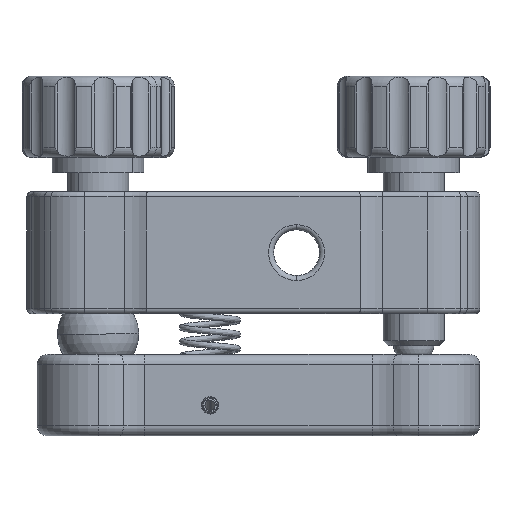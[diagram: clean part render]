
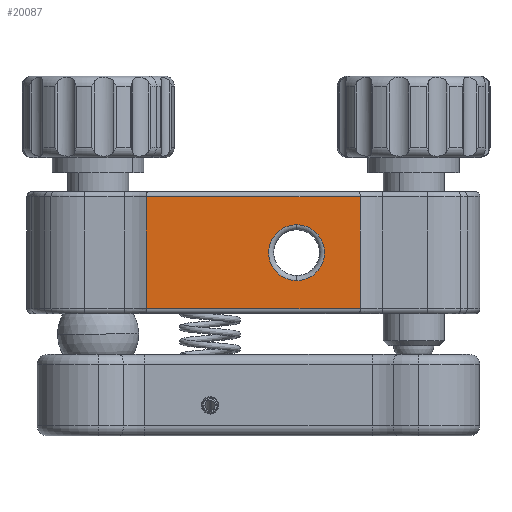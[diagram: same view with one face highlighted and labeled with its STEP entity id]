
A CAD part, front view. The second image highlights one B-rep face of the part: STEP entity #20087.
In plain terms, the highlighted planar face has unit normal (0, -1, 0).
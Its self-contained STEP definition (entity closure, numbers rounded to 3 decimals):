
#1283 = DIRECTION ( 'NONE',  ( 0., 0., -1. ) ) ;
#2341 = DIRECTION ( 'NONE',  ( 0., 1., 0. ) ) ;
#2751 = FACE_BOUND ( 'NONE', #7260, .T. ) ;
#2787 = CIRCLE ( 'NONE', #10863, 2.75 ) ;
#4799 = ORIENTED_EDGE ( 'NONE', *, *, #7199, .T. ) ;
#5084 = VERTEX_POINT ( 'NONE', #9744 ) ;
#5550 = CARTESIAN_POINT ( 'NONE',  ( -35.082, -7., -2.75 ) ) ;
#6926 = EDGE_CURVE ( 'NONE', #15850, #10802, #6977, .T. ) ;
#6977 = LINE ( 'NONE', #14052, #10628 ) ;
#7199 = EDGE_CURVE ( 'NONE', #15850, #13551, #21007, .T. ) ;
#7260 = EDGE_LOOP ( 'NONE', ( #7448, #18335 ) ) ;
#7394 = DIRECTION ( 'NONE',  ( 0., 0., 1. ) ) ;
#7448 = ORIENTED_EDGE ( 'NONE', *, *, #7592, .T. ) ;
#7592 = EDGE_CURVE ( 'NONE', #5084, #10008, #12804, .T. ) ;
#8075 = DIRECTION ( 'NONE',  ( 0., 0., 1. ) ) ;
#9231 = CARTESIAN_POINT ( 'NONE',  ( -28.832, -7., -5.5 ) ) ;
#9686 = CARTESIAN_POINT ( 'NONE',  ( -49.832, -7., 5.5 ) ) ;
#9744 = CARTESIAN_POINT ( 'NONE',  ( -35.082, -7., 2.75 ) ) ;
#9848 = ORIENTED_EDGE ( 'NONE', *, *, #17530, .T. ) ;
#10008 = VERTEX_POINT ( 'NONE', #5550 ) ;
#10388 = CARTESIAN_POINT ( 'NONE',  ( -35.082, -7., 0. ) ) ;
#10628 = VECTOR ( 'NONE', #19243, 1000. ) ;
#10802 = VERTEX_POINT ( 'NONE', #16758 ) ;
#10863 = AXIS2_PLACEMENT_3D ( 'NONE', #19796, #2341, #12565 ) ;
#11269 = CARTESIAN_POINT ( 'NONE',  ( -28.832, -7., 5.5 ) ) ;
#11386 = LINE ( 'NONE', #22166, #15946 ) ;
#11753 = ORIENTED_EDGE ( 'NONE', *, *, #12128, .T. ) ;
#12128 = EDGE_CURVE ( 'NONE', #13551, #13097, #11386, .T. ) ;
#12389 = CARTESIAN_POINT ( 'NONE',  ( -49.832, -7., -5.5 ) ) ;
#12458 = VECTOR ( 'NONE', #20487, 1000. ) ;
#12564 = EDGE_LOOP ( 'NONE', ( #22070, #4799, #11753, #9848 ) ) ;
#12565 = DIRECTION ( 'NONE',  ( 0., 0., 1. ) ) ;
#12804 = CIRCLE ( 'NONE', #14652, 2.75 ) ;
#13097 = VERTEX_POINT ( 'NONE', #12389 ) ;
#13159 = VECTOR ( 'NONE', #19385, 1000. ) ;
#13551 = VERTEX_POINT ( 'NONE', #9686 ) ;
#14052 = CARTESIAN_POINT ( 'NONE',  ( -28.832, -7., 6. ) ) ;
#14652 = AXIS2_PLACEMENT_3D ( 'NONE', #10388, #19434, #7394 ) ;
#15850 = VERTEX_POINT ( 'NONE', #11269 ) ;
#15946 = VECTOR ( 'NONE', #1283, 1000. ) ;
#16219 = EDGE_CURVE ( 'NONE', #10008, #5084, #2787, .T. ) ;
#16758 = CARTESIAN_POINT ( 'NONE',  ( -28.832, -7., -5.5 ) ) ;
#16776 = DIRECTION ( 'NONE',  ( 0., 1., 0. ) ) ;
#17530 = EDGE_CURVE ( 'NONE', #13097, #10802, #19526, .T. ) ;
#18335 = ORIENTED_EDGE ( 'NONE', *, *, #16219, .T. ) ;
#18636 = FACE_OUTER_BOUND ( 'NONE', #12564, .T. ) ;
#18758 = CARTESIAN_POINT ( 'NONE',  ( -23.582, -7., -6. ) ) ;
#19243 = DIRECTION ( 'NONE',  ( 0., 0., -1. ) ) ;
#19385 = DIRECTION ( 'NONE',  ( -1., 0., 0. ) ) ;
#19434 = DIRECTION ( 'NONE',  ( 0., 1., 0. ) ) ;
#19487 = CARTESIAN_POINT ( 'NONE',  ( -23.582, -7., 5.5 ) ) ;
#19526 = LINE ( 'NONE', #9231, #12458 ) ;
#19796 = CARTESIAN_POINT ( 'NONE',  ( -35.082, -7., 0. ) ) ;
#20087 = ADVANCED_FACE ( 'NONE', ( #2751, #18636 ), #20485, .F. ) ;
#20485 = PLANE ( 'NONE',  #22176 ) ;
#20487 = DIRECTION ( 'NONE',  ( 1., 0., 0. ) ) ;
#21007 = LINE ( 'NONE', #19487, #13159 ) ;
#22070 = ORIENTED_EDGE ( 'NONE', *, *, #6926, .F. ) ;
#22166 = CARTESIAN_POINT ( 'NONE',  ( -49.832, -7., 6. ) ) ;
#22176 = AXIS2_PLACEMENT_3D ( 'NONE', #18758, #16776, #8075 ) ;
